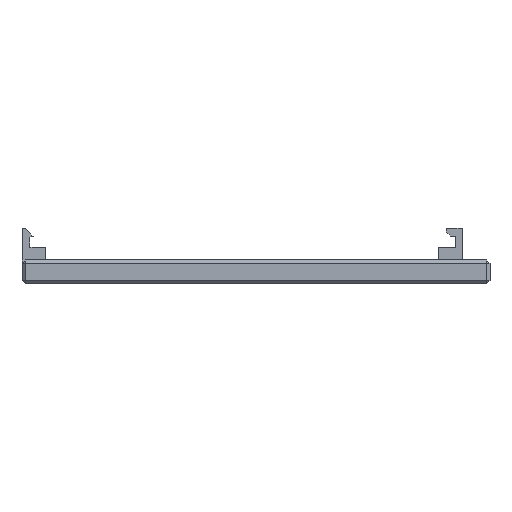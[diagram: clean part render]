
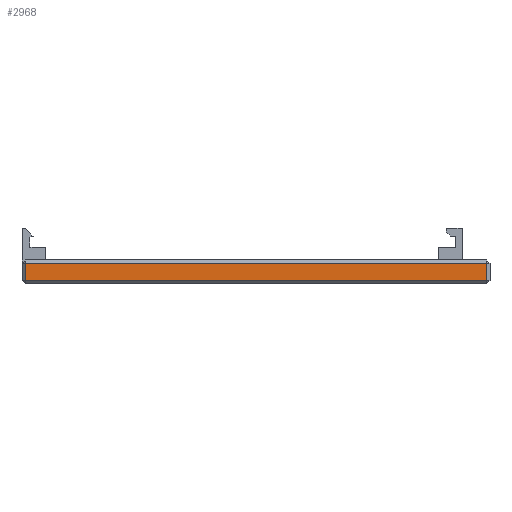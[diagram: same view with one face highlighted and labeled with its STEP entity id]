
A CAD part, left-side view. The second image highlights one B-rep face of the part: STEP entity #2968.
In plain terms, the highlighted planar face has unit normal (-1, 0, 0).
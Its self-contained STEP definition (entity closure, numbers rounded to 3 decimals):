
#118 = PLANE('',#119);
#119 = AXIS2_PLACEMENT_3D('',#120,#121,#122);
#120 = CARTESIAN_POINT('',(-29.3,29.5,2.8));
#121 = DIRECTION('',(0.707,0.,-0.707));
#122 = DIRECTION('',(0.,-1.,0.));
#992 = VERTEX_POINT('',#993);
#993 = CARTESIAN_POINT('',(-29.5,29.1,2.6));
#1016 = VERTEX_POINT('',#1017);
#1017 = CARTESIAN_POINT('',(-29.5,-29.1,2.6));
#1043 = EDGE_CURVE('',#992,#1016,#1044,.T.);
#1044 = SURFACE_CURVE('',#1045,(#1049,#1056),.PCURVE_S1.);
#1045 = LINE('',#1046,#1047);
#1046 = CARTESIAN_POINT('',(-29.5,29.5,2.6));
#1047 = VECTOR('',#1048,1.);
#1048 = DIRECTION('',(0.,-1.,0.));
#1049 = PCURVE('',#118,#1050);
#1050 = DEFINITIONAL_REPRESENTATION('',(#1051),#1055);
#1051 = LINE('',#1052,#1053);
#1052 = CARTESIAN_POINT('',(-0.,0.283));
#1053 = VECTOR('',#1054,1.);
#1054 = DIRECTION('',(1.,0.));
#1055 = ( GEOMETRIC_REPRESENTATION_CONTEXT(2) 
PARAMETRIC_REPRESENTATION_CONTEXT() REPRESENTATION_CONTEXT('2D SPACE',''
  ) );
#1056 = PCURVE('',#1057,#1062);
#1057 = PLANE('',#1058);
#1058 = AXIS2_PLACEMENT_3D('',#1059,#1060,#1061);
#1059 = CARTESIAN_POINT('',(-29.5,29.5,0.));
#1060 = DIRECTION('',(1.,0.,0.));
#1061 = DIRECTION('',(0.,-1.,0.));
#1062 = DEFINITIONAL_REPRESENTATION('',(#1063),#1067);
#1063 = LINE('',#1064,#1065);
#1064 = CARTESIAN_POINT('',(0.,-2.6));
#1065 = VECTOR('',#1066,1.);
#1066 = DIRECTION('',(1.,0.));
#1067 = ( GEOMETRIC_REPRESENTATION_CONTEXT(2) 
PARAMETRIC_REPRESENTATION_CONTEXT() REPRESENTATION_CONTEXT('2D SPACE',''
  ) );
#2738 = PLANE('',#2739);
#2739 = AXIS2_PLACEMENT_3D('',#2740,#2741,#2742);
#2740 = CARTESIAN_POINT('',(-29.3,29.3,0.));
#2741 = DIRECTION('',(0.707,-0.707,0.));
#2742 = DIRECTION('',(0.,0.,1.));
#2968 = ADVANCED_FACE('',(#2969),#1057,.F.);
#2969 = FACE_BOUND('',#2970,.F.);
#2970 = EDGE_LOOP('',(#2971,#2972,#3000,#3028));
#2971 = ORIENTED_EDGE('',*,*,#1043,.T.);
#2972 = ORIENTED_EDGE('',*,*,#2973,.F.);
#2973 = EDGE_CURVE('',#2974,#1016,#2976,.T.);
#2974 = VERTEX_POINT('',#2975);
#2975 = CARTESIAN_POINT('',(-29.5,-29.1,0.4));
#2976 = SURFACE_CURVE('',#2977,(#2981,#2988),.PCURVE_S1.);
#2977 = LINE('',#2978,#2979);
#2978 = CARTESIAN_POINT('',(-29.5,-29.1,0.));
#2979 = VECTOR('',#2980,1.);
#2980 = DIRECTION('',(0.,0.,1.));
#2981 = PCURVE('',#1057,#2982);
#2982 = DEFINITIONAL_REPRESENTATION('',(#2983),#2987);
#2983 = LINE('',#2984,#2985);
#2984 = CARTESIAN_POINT('',(58.6,0.));
#2985 = VECTOR('',#2986,1.);
#2986 = DIRECTION('',(0.,-1.));
#2987 = ( GEOMETRIC_REPRESENTATION_CONTEXT(2) 
PARAMETRIC_REPRESENTATION_CONTEXT() REPRESENTATION_CONTEXT('2D SPACE',''
  ) );
#2988 = PCURVE('',#2989,#2994);
#2989 = PLANE('',#2990);
#2990 = AXIS2_PLACEMENT_3D('',#2991,#2992,#2993);
#2991 = CARTESIAN_POINT('',(-29.3,-29.3,0.));
#2992 = DIRECTION('',(-0.707,-0.707,0.));
#2993 = DIRECTION('',(0.,0.,1.));
#2994 = DEFINITIONAL_REPRESENTATION('',(#2995),#2999);
#2995 = LINE('',#2996,#2997);
#2996 = CARTESIAN_POINT('',(0.,0.283));
#2997 = VECTOR('',#2998,1.);
#2998 = DIRECTION('',(1.,0.));
#2999 = ( GEOMETRIC_REPRESENTATION_CONTEXT(2) 
PARAMETRIC_REPRESENTATION_CONTEXT() REPRESENTATION_CONTEXT('2D SPACE',''
  ) );
#3000 = ORIENTED_EDGE('',*,*,#3001,.F.);
#3001 = EDGE_CURVE('',#3002,#2974,#3004,.T.);
#3002 = VERTEX_POINT('',#3003);
#3003 = CARTESIAN_POINT('',(-29.5,29.1,0.4));
#3004 = SURFACE_CURVE('',#3005,(#3009,#3016),.PCURVE_S1.);
#3005 = LINE('',#3006,#3007);
#3006 = CARTESIAN_POINT('',(-29.5,29.5,0.4));
#3007 = VECTOR('',#3008,1.);
#3008 = DIRECTION('',(0.,-1.,0.));
#3009 = PCURVE('',#1057,#3010);
#3010 = DEFINITIONAL_REPRESENTATION('',(#3011),#3015);
#3011 = LINE('',#3012,#3013);
#3012 = CARTESIAN_POINT('',(0.,-0.4));
#3013 = VECTOR('',#3014,1.);
#3014 = DIRECTION('',(1.,0.));
#3015 = ( GEOMETRIC_REPRESENTATION_CONTEXT(2) 
PARAMETRIC_REPRESENTATION_CONTEXT() REPRESENTATION_CONTEXT('2D SPACE',''
  ) );
#3016 = PCURVE('',#3017,#3022);
#3017 = PLANE('',#3018);
#3018 = AXIS2_PLACEMENT_3D('',#3019,#3020,#3021);
#3019 = CARTESIAN_POINT('',(-29.3,29.5,0.2));
#3020 = DIRECTION('',(-0.707,0.,
    -0.707));
#3021 = DIRECTION('',(0.,1.,0.));
#3022 = DEFINITIONAL_REPRESENTATION('',(#3023),#3027);
#3023 = LINE('',#3024,#3025);
#3024 = CARTESIAN_POINT('',(0.,-0.283));
#3025 = VECTOR('',#3026,1.);
#3026 = DIRECTION('',(-1.,0.));
#3027 = ( GEOMETRIC_REPRESENTATION_CONTEXT(2) 
PARAMETRIC_REPRESENTATION_CONTEXT() REPRESENTATION_CONTEXT('2D SPACE',''
  ) );
#3028 = ORIENTED_EDGE('',*,*,#3029,.T.);
#3029 = EDGE_CURVE('',#3002,#992,#3030,.T.);
#3030 = SURFACE_CURVE('',#3031,(#3035,#3042),.PCURVE_S1.);
#3031 = LINE('',#3032,#3033);
#3032 = CARTESIAN_POINT('',(-29.5,29.1,0.));
#3033 = VECTOR('',#3034,1.);
#3034 = DIRECTION('',(0.,0.,1.));
#3035 = PCURVE('',#1057,#3036);
#3036 = DEFINITIONAL_REPRESENTATION('',(#3037),#3041);
#3037 = LINE('',#3038,#3039);
#3038 = CARTESIAN_POINT('',(0.4,0.));
#3039 = VECTOR('',#3040,1.);
#3040 = DIRECTION('',(0.,-1.));
#3041 = ( GEOMETRIC_REPRESENTATION_CONTEXT(2) 
PARAMETRIC_REPRESENTATION_CONTEXT() REPRESENTATION_CONTEXT('2D SPACE',''
  ) );
#3042 = PCURVE('',#2738,#3043);
#3043 = DEFINITIONAL_REPRESENTATION('',(#3044),#3048);
#3044 = LINE('',#3045,#3046);
#3045 = CARTESIAN_POINT('',(0.,0.283));
#3046 = VECTOR('',#3047,1.);
#3047 = DIRECTION('',(1.,0.));
#3048 = ( GEOMETRIC_REPRESENTATION_CONTEXT(2) 
PARAMETRIC_REPRESENTATION_CONTEXT() REPRESENTATION_CONTEXT('2D SPACE',''
  ) );
